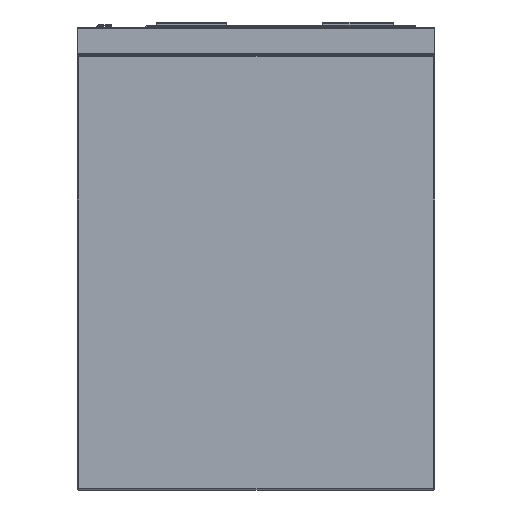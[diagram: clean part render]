
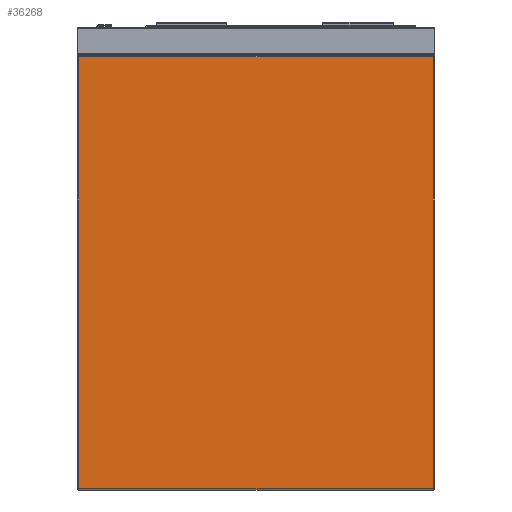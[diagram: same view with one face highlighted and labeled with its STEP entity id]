
A CAD part, left-side view. The second image highlights one B-rep face of the part: STEP entity #36268.
In plain terms, the highlighted planar face has unit normal (-1, 0, 0).
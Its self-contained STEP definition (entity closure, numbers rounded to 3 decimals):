
#2532 = EDGE_CURVE ( 'NONE', #27965, #34240, #9127, .T. ) ;
#5092 = CARTESIAN_POINT ( 'NONE',  ( -880., 253., -658. ) ) ;
#5491 = VERTEX_POINT ( 'NONE', #5092 ) ;
#7203 = CARTESIAN_POINT ( 'NONE',  ( -880., 253., -660. ) ) ;
#8588 = CARTESIAN_POINT ( 'NONE',  ( -880., -253., -42. ) ) ;
#8874 = ORIENTED_EDGE ( 'NONE', *, *, #2532, .T. ) ;
#9005 = ORIENTED_EDGE ( 'NONE', *, *, #28125, .T. ) ;
#9127 = LINE ( 'NONE', #14962, #16993 ) ;
#9488 = DIRECTION ( 'NONE',  ( 0., 0., -1. ) ) ;
#10009 = EDGE_CURVE ( 'NONE', #13495, #5491, #30021, .T. ) ;
#12209 = CARTESIAN_POINT ( 'NONE',  ( -880., -255., -660. ) ) ;
#12908 = LINE ( 'NONE', #27050, #15136 ) ;
#13495 = VERTEX_POINT ( 'NONE', #32534 ) ;
#14800 = VECTOR ( 'NONE', #9488, 1000. ) ;
#14962 = CARTESIAN_POINT ( 'NONE',  ( -880., -253., -660. ) ) ;
#15136 = VECTOR ( 'NONE', #23840, 1000. ) ;
#15397 = DIRECTION ( 'NONE',  ( 0., 0., 1. ) ) ;
#16442 = ORIENTED_EDGE ( 'NONE', *, *, #25959, .T. ) ;
#16609 = DIRECTION ( 'NONE',  ( 0., -1., 0. ) ) ;
#16993 = VECTOR ( 'NONE', #26463, 1000. ) ;
#17841 = FACE_OUTER_BOUND ( 'NONE', #35233, .T. ) ;
#18605 = AXIS2_PLACEMENT_3D ( 'NONE', #12209, #32378, #15397 ) ;
#21981 = CARTESIAN_POINT ( 'NONE',  ( -880., -253., -658. ) ) ;
#23840 = DIRECTION ( 'NONE',  ( 0., 1., 0. ) ) ;
#24901 = LINE ( 'NONE', #31317, #30633 ) ;
#25959 = EDGE_CURVE ( 'NONE', #5491, #27965, #24901, .T. ) ;
#26463 = DIRECTION ( 'NONE',  ( 0., 0., 1. ) ) ;
#27050 = CARTESIAN_POINT ( 'NONE',  ( -880., 255., -42. ) ) ;
#27965 = VERTEX_POINT ( 'NONE', #21981 ) ;
#28125 = EDGE_CURVE ( 'NONE', #34240, #13495, #12908, .T. ) ;
#29366 = PLANE ( 'NONE',  #18605 ) ;
#30021 = LINE ( 'NONE', #7203, #14800 ) ;
#30633 = VECTOR ( 'NONE', #16609, 1000. ) ;
#31317 = CARTESIAN_POINT ( 'NONE',  ( -880., -255., -658. ) ) ;
#32378 = DIRECTION ( 'NONE',  ( -1., 0., 0. ) ) ;
#32534 = CARTESIAN_POINT ( 'NONE',  ( -880., 253., -42. ) ) ;
#34240 = VERTEX_POINT ( 'NONE', #8588 ) ;
#35233 = EDGE_LOOP ( 'NONE', ( #8874, #9005, #36298, #16442 ) ) ;
#36268 = ADVANCED_FACE ( 'Fl�che7', ( #17841 ), #29366, .T. ) ;
#36298 = ORIENTED_EDGE ( 'NONE', *, *, #10009, .T. ) ;
